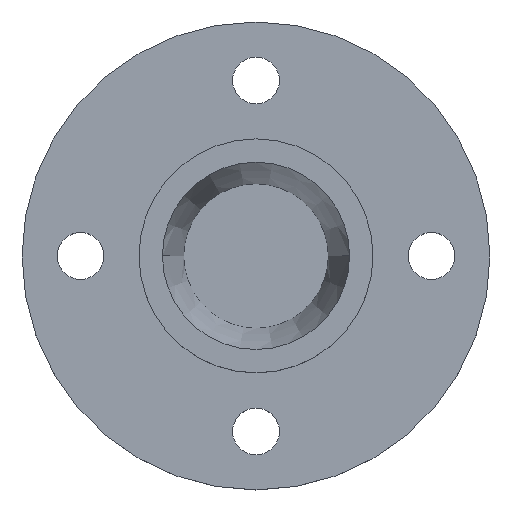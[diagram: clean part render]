
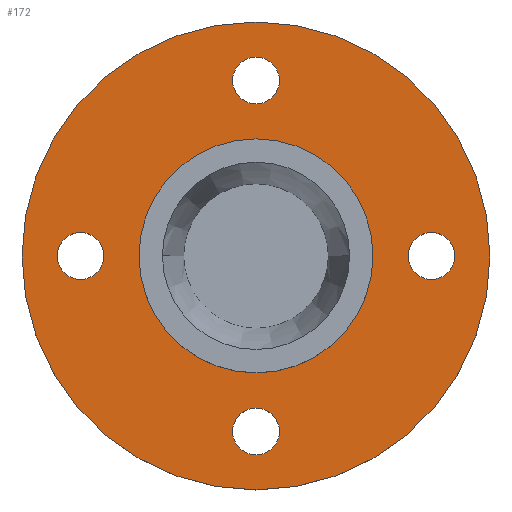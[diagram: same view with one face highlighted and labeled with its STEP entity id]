
A CAD part, top view. The second image highlights one B-rep face of the part: STEP entity #172.
In plain terms, the highlighted planar face has unit normal (0, 0, 1).
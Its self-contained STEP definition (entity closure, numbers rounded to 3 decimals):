
#15 = CIRCLE ( 'NONE', #197, 2.5 ) ;
#18 = VERTEX_POINT ( 'NONE', #320 ) ;
#20 = CARTESIAN_POINT ( 'NONE',  ( -36.665, 14.302, 3. ) ) ;
#24 = DIRECTION ( 'NONE',  ( 0., 0., 1. ) ) ;
#26 = CARTESIAN_POINT ( 'NONE',  ( -17.915, 14.302, 3. ) ) ;
#31 = ORIENTED_EDGE ( 'NONE', *, *, #279, .T. ) ;
#43 = DIRECTION ( 'NONE',  ( 1., 0., 0. ) ) ;
#44 = DIRECTION ( 'NONE',  ( 0., 0., 1. ) ) ;
#48 = EDGE_LOOP ( 'NONE', ( #153, #53 ) ) ;
#53 = ORIENTED_EDGE ( 'NONE', *, *, #264, .F. ) ;
#65 = DIRECTION ( 'NONE',  ( 1., 0., 0. ) ) ;
#72 = DIRECTION ( 'NONE',  ( 1., 0., 0. ) ) ;
#74 = AXIS2_PLACEMENT_3D ( 'NONE', #528, #158, #336 ) ;
#91 = CIRCLE ( 'NONE', #161, 2.5 ) ;
#93 = FACE_BOUND ( 'NONE', #462, .T. ) ;
#95 = DIRECTION ( 'NONE',  ( 1., 0., 0. ) ) ;
#125 = CIRCLE ( 'NONE', #216, 2.5 ) ;
#127 = FACE_BOUND ( 'NONE', #274, .T. ) ;
#129 = EDGE_CURVE ( 'NONE', #451, #422, #430, .T. ) ;
#133 = FACE_BOUND ( 'NONE', #48, .T. ) ;
#139 = CIRCLE ( 'NONE', #74, 25. ) ;
#140 = ORIENTED_EDGE ( 'NONE', *, *, #544, .F. ) ;
#143 = CARTESIAN_POINT ( 'NONE',  ( -36.665, 14.302, 3. ) ) ;
#147 = CIRCLE ( 'NONE', #586, 12.5 ) ;
#150 = DIRECTION ( 'NONE',  ( 0., 0., 1. ) ) ;
#153 = ORIENTED_EDGE ( 'NONE', *, *, #311, .F. ) ;
#154 = CIRCLE ( 'NONE', #426, 2.5 ) ;
#155 = VERTEX_POINT ( 'NONE', #380 ) ;
#158 = DIRECTION ( 'NONE',  ( 0., 0., 1. ) ) ;
#160 = CARTESIAN_POINT ( 'NONE',  ( -20.415, 14.302, 3. ) ) ;
#161 = AXIS2_PLACEMENT_3D ( 'NONE', #436, #486, #72 ) ;
#166 = CARTESIAN_POINT ( 'NONE',  ( -49.165, 14.302, 3. ) ) ;
#168 = VERTEX_POINT ( 'NONE', #563 ) ;
#170 = EDGE_LOOP ( 'NONE', ( #31, #267 ) ) ;
#171 = CIRCLE ( 'NONE', #220, 12.5 ) ;
#172 = ADVANCED_FACE ( 'NONE', ( #192, #127, #93, #496, #133, #523 ), #300, .T. ) ;
#188 = CARTESIAN_POINT ( 'NONE',  ( -36.665, -4.448, 3. ) ) ;
#192 = FACE_BOUND ( 'NONE', #217, .T. ) ;
#194 = EDGE_CURVE ( 'NONE', #453, #508, #227, .T. ) ;
#197 = AXIS2_PLACEMENT_3D ( 'NONE', #188, #44, #95 ) ;
#203 = CARTESIAN_POINT ( 'NONE',  ( -11.665, 14.302, 3. ) ) ;
#207 = DIRECTION ( 'NONE',  ( 1., 0., 0. ) ) ;
#216 = AXIS2_PLACEMENT_3D ( 'NONE', #568, #482, #338 ) ;
#217 = EDGE_LOOP ( 'NONE', ( #472, #140 ) ) ;
#220 = AXIS2_PLACEMENT_3D ( 'NONE', #549, #241, #596 ) ;
#225 = CIRCLE ( 'NONE', #519, 2.5 ) ;
#227 = CIRCLE ( 'NONE', #488, 2.5 ) ;
#229 = EDGE_LOOP ( 'NONE', ( #317, #308 ) ) ;
#239 = VERTEX_POINT ( 'NONE', #388 ) ;
#241 = DIRECTION ( 'NONE',  ( 0., 0., 1. ) ) ;
#249 = CARTESIAN_POINT ( 'NONE',  ( -36.665, 33.052, 3. ) ) ;
#250 = AXIS2_PLACEMENT_3D ( 'NONE', #360, #280, #589 ) ;
#251 = CARTESIAN_POINT ( 'NONE',  ( -39.165, 33.052, 3. ) ) ;
#257 = EDGE_CURVE ( 'NONE', #239, #155, #15, .T. ) ;
#264 = EDGE_CURVE ( 'NONE', #543, #18, #147, .T. ) ;
#265 = DIRECTION ( 'NONE',  ( 1., 0., 0. ) ) ;
#267 = ORIENTED_EDGE ( 'NONE', *, *, #494, .T. ) ;
#274 = EDGE_LOOP ( 'NONE', ( #283, #516 ) ) ;
#279 = EDGE_CURVE ( 'NONE', #314, #500, #542, .T. ) ;
#280 = DIRECTION ( 'NONE',  ( 0., 0., 1. ) ) ;
#283 = ORIENTED_EDGE ( 'NONE', *, *, #566, .F. ) ;
#294 = CIRCLE ( 'NONE', #250, 2.5 ) ;
#300 = PLANE ( 'NONE',  #398 ) ;
#303 = ORIENTED_EDGE ( 'NONE', *, *, #592, .F. ) ;
#308 = ORIENTED_EDGE ( 'NONE', *, *, #417, .F. ) ;
#311 = EDGE_CURVE ( 'NONE', #18, #543, #171, .T. ) ;
#314 = VERTEX_POINT ( 'NONE', #591 ) ;
#317 = ORIENTED_EDGE ( 'NONE', *, *, #321, .F. ) ;
#320 = CARTESIAN_POINT ( 'NONE',  ( -24.165, 14.302, 3. ) ) ;
#321 = EDGE_CURVE ( 'NONE', #168, #390, #294, .T. ) ;
#322 = CARTESIAN_POINT ( 'NONE',  ( -52.915, 14.302, 3. ) ) ;
#332 = DIRECTION ( 'NONE',  ( 0., 0., 1. ) ) ;
#336 = DIRECTION ( 'NONE',  ( 1., 0., 0. ) ) ;
#338 = DIRECTION ( 'NONE',  ( 1., 0., 0. ) ) ;
#340 = DIRECTION ( 'NONE',  ( 0., 0., 1. ) ) ;
#342 = ORIENTED_EDGE ( 'NONE', *, *, #194, .F. ) ;
#360 = CARTESIAN_POINT ( 'NONE',  ( -36.665, 33.052, 3. ) ) ;
#366 = DIRECTION ( 'NONE',  ( 1., 0., 0. ) ) ;
#380 = CARTESIAN_POINT ( 'NONE',  ( -39.165, -4.448, 3. ) ) ;
#388 = CARTESIAN_POINT ( 'NONE',  ( -34.165, -4.448, 3. ) ) ;
#390 = VERTEX_POINT ( 'NONE', #251 ) ;
#398 = AXIS2_PLACEMENT_3D ( 'NONE', #20, #340, #65 ) ;
#408 = DIRECTION ( 'NONE',  ( 0., 0., 1. ) ) ;
#410 = CARTESIAN_POINT ( 'NONE',  ( -36.665, 14.302, 3. ) ) ;
#417 = EDGE_CURVE ( 'NONE', #390, #168, #154, .T. ) ;
#419 = CARTESIAN_POINT ( 'NONE',  ( -15.415, 14.302, 3. ) ) ;
#422 = VERTEX_POINT ( 'NONE', #322 ) ;
#425 = CARTESIAN_POINT ( 'NONE',  ( -36.665, -4.448, 3. ) ) ;
#426 = AXIS2_PLACEMENT_3D ( 'NONE', #249, #150, #459 ) ;
#430 = CIRCLE ( 'NONE', #497, 2.5 ) ;
#433 = DIRECTION ( 'NONE',  ( 0., 0., 1. ) ) ;
#436 = CARTESIAN_POINT ( 'NONE',  ( -17.915, 14.302, 3. ) ) ;
#451 = VERTEX_POINT ( 'NONE', #465 ) ;
#453 = VERTEX_POINT ( 'NONE', #419 ) ;
#459 = DIRECTION ( 'NONE',  ( 1., 0., 0. ) ) ;
#462 = EDGE_LOOP ( 'NONE', ( #342, #303 ) ) ;
#465 = CARTESIAN_POINT ( 'NONE',  ( -57.915, 14.302, 3. ) ) ;
#472 = ORIENTED_EDGE ( 'NONE', *, *, #257, .F. ) ;
#477 = DIRECTION ( 'NONE',  ( 1., 0., 0. ) ) ;
#482 = DIRECTION ( 'NONE',  ( 0., 0., 1. ) ) ;
#486 = DIRECTION ( 'NONE',  ( 0., 0., 1. ) ) ;
#488 = AXIS2_PLACEMENT_3D ( 'NONE', #26, #24, #265 ) ;
#494 = EDGE_CURVE ( 'NONE', #500, #314, #139, .T. ) ;
#496 = FACE_BOUND ( 'NONE', #229, .T. ) ;
#497 = AXIS2_PLACEMENT_3D ( 'NONE', #527, #433, #477 ) ;
#500 = VERTEX_POINT ( 'NONE', #203 ) ;
#508 = VERTEX_POINT ( 'NONE', #160 ) ;
#516 = ORIENTED_EDGE ( 'NONE', *, *, #129, .F. ) ;
#519 = AXIS2_PLACEMENT_3D ( 'NONE', #425, #332, #207 ) ;
#523 = FACE_OUTER_BOUND ( 'NONE', #170, .T. ) ;
#527 = CARTESIAN_POINT ( 'NONE',  ( -55.415, 14.302, 3. ) ) ;
#528 = CARTESIAN_POINT ( 'NONE',  ( -36.665, 14.302, 3. ) ) ;
#531 = AXIS2_PLACEMENT_3D ( 'NONE', #410, #550, #366 ) ;
#542 = CIRCLE ( 'NONE', #531, 25. ) ;
#543 = VERTEX_POINT ( 'NONE', #166 ) ;
#544 = EDGE_CURVE ( 'NONE', #155, #239, #225, .T. ) ;
#549 = CARTESIAN_POINT ( 'NONE',  ( -36.665, 14.302, 3. ) ) ;
#550 = DIRECTION ( 'NONE',  ( 0., 0., 1. ) ) ;
#563 = CARTESIAN_POINT ( 'NONE',  ( -34.165, 33.052, 3. ) ) ;
#566 = EDGE_CURVE ( 'NONE', #422, #451, #125, .T. ) ;
#568 = CARTESIAN_POINT ( 'NONE',  ( -55.415, 14.302, 3. ) ) ;
#586 = AXIS2_PLACEMENT_3D ( 'NONE', #143, #408, #43 ) ;
#589 = DIRECTION ( 'NONE',  ( 1., 0., 0. ) ) ;
#591 = CARTESIAN_POINT ( 'NONE',  ( -61.665, 14.302, 3. ) ) ;
#592 = EDGE_CURVE ( 'NONE', #508, #453, #91, .T. ) ;
#596 = DIRECTION ( 'NONE',  ( 1., 0., 0. ) ) ;
